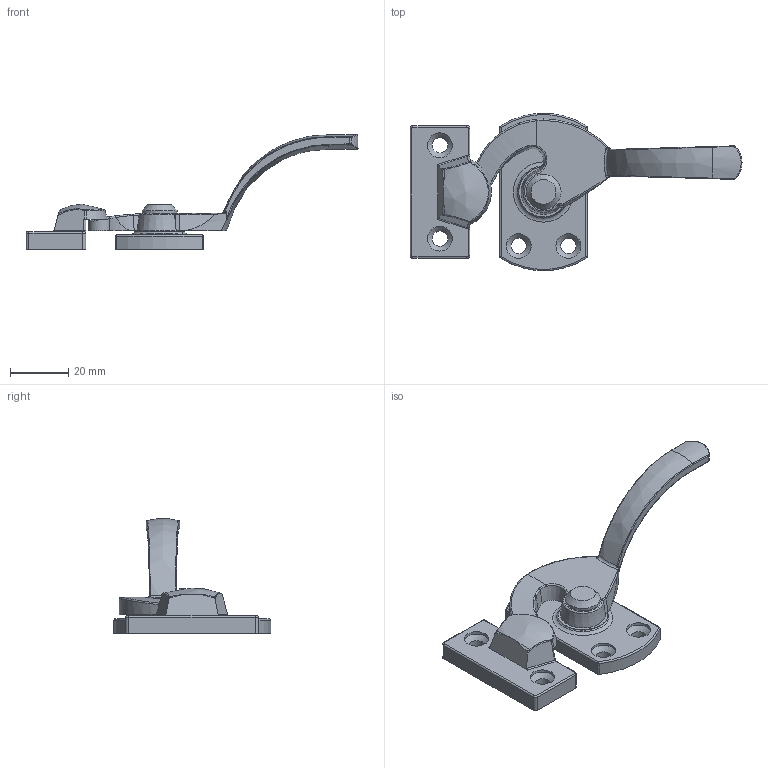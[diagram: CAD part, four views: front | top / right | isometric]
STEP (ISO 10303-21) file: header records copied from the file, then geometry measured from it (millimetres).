
FILE_DESCRIPTION(/* description */ (''),/* implementation_level */ '2;1');
FILE_NAME(/* name */ 'D-1114-5.stp',/* time_stamp */ '2026-03-03T11:07:38+09:00',/* author */ ('user'),/* organization */ (''),/* preprocessor_version */ 'ST-DEVELOPER v15.6',/* originating_system */ 'Autodesk Inventor 2015',/* authorisation */ '');
FILE_SCHEMA (('AUTOMOTIVE_DESIGN { 1 0 10303 214 3 1 1 }'));
Length unit declared in the file: millimetre
Products named in the file (7): D-1114-5_베이스; D-1114-5_스프링와샤; D-1114-5_와샤; D-1114-5_키퍼; D-1114-5_핀; D-1114-5_핸들; D-1114-5
Bounding box: 113.75 x 53.82 x 39.3 mm (x, y, z)
Volume: 16601.3 mm3; surface area: 13869.9 mm2
Topology: 6 solids, 6 shells, 232 faces, 564 edges, 347 vertices
Faces by surface type: cylinder 94, plane 59, bspline 51, cone 16, torus 8, sphere 4
Full cylindrical faces by diameter (mm): 4 x1, 5 x4, 5.3 x6, 7 x1, 8.5 x6, 10 x1, 12 x1, 14 x1, 16 x1, 17 x1
Entity records: 8161 total; most frequent: CARTESIAN_POINT 2793, DIRECTION 1081, ORIENTED_EDGE 1052, EDGE_CURVE 526, AXIS2_PLACEMENT_3D 446, VERTEX_POINT 347, EDGE_LOOP 293, FACE_OUTER_BOUND 232
